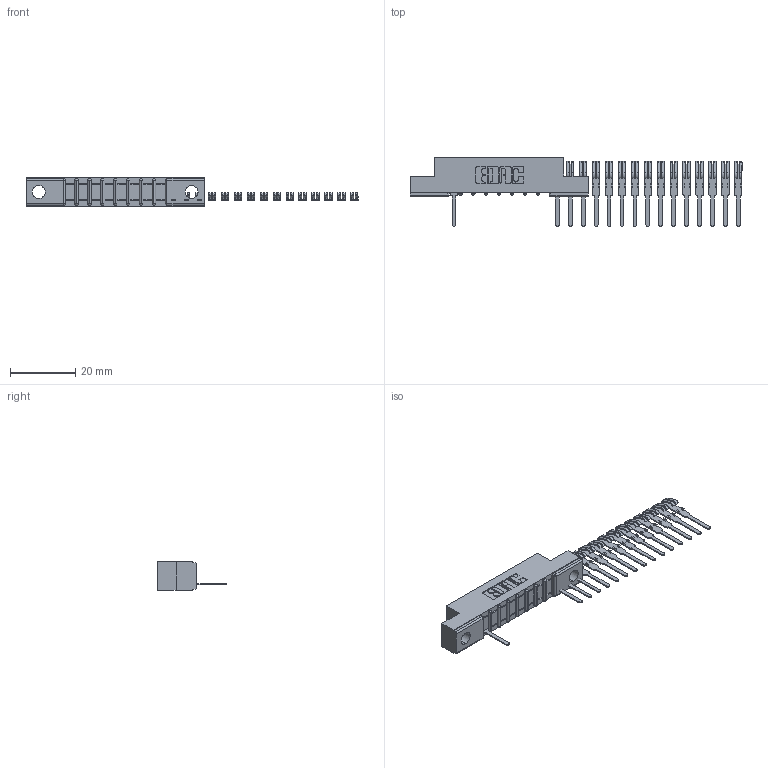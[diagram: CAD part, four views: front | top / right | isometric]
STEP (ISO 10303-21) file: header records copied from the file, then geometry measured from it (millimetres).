
FILE_DESCRIPTION (( 'STEP AP203' ), '1' );
FILE_NAME ('357-023-527-104.STEP', '2018-08-08T23:16:28', ( '' ), ( '' ), 'SwSTEP 2.0', 'SolidWorks 2016', '' );
FILE_SCHEMA (( 'CONFIG_CONTROL_DESIGN' ));
Length unit declared in the file: inch
Products named in the file (3): 307 Part_.156 Dia Mounting Holes; 307-290-001_527; 357-023-527-104
Assembly tree (17 placements, depth 2):
  357-023-527-104
    307 Part_.156 Dia Mounting Holes
    307-290-001_527  x16
Bounding box: 101.79 x 21.11 x 8.71 mm (x, y, z)
Volume: 3509.5 mm3; surface area: 5542.2 mm2
Topology: 17 solids, 17 shells, 877 faces, 2439 edges, 1578 vertices
Faces by surface type: plane 580, cylinder 279, sphere 18
Entity records: 11692 total; most frequent: CARTESIAN_POINT 1926, ORIENTED_EDGE 1902, DIRECTION 1893, EDGE_CURVE 951, LINE 723, VECTOR 723, VERTEX_POINT 618, AXIS2_PLACEMENT_3D 585
